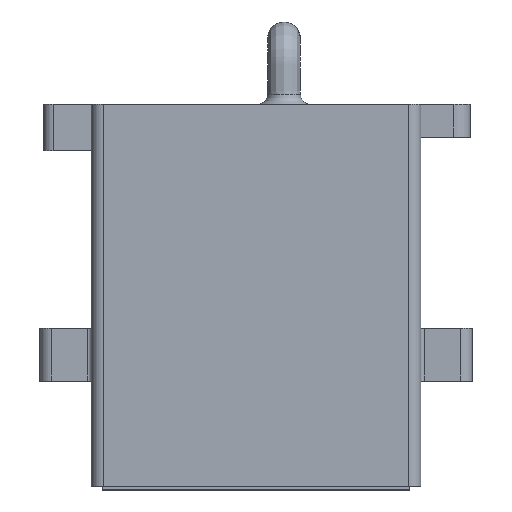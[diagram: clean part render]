
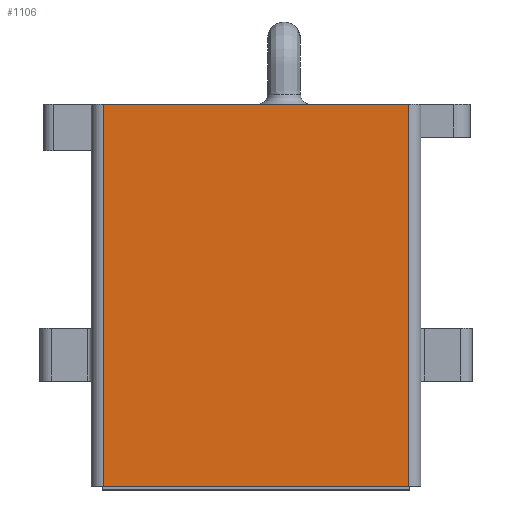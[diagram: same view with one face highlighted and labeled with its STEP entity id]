
A CAD part, top view. The second image highlights one B-rep face of the part: STEP entity #1106.
In plain terms, the highlighted planar face has unit normal (0, 0, 1).
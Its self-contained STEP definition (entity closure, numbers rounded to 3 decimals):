
#1106 = ADVANCED_FACE( '', ( #2473 ), #2474, .F. );
#2473 = FACE_OUTER_BOUND( '', #4626, .T. );
#2474 = PLANE( '', #4627 );
#4626 = EDGE_LOOP( '', ( #8115, #8116, #8117, #8118 ) );
#4627 = AXIS2_PLACEMENT_3D( '', #8119, #8120, #8121 );
#8115 = ORIENTED_EDGE( '', *, *, #12515, .T. );
#8116 = ORIENTED_EDGE( '', *, *, #12516, .F. );
#8117 = ORIENTED_EDGE( '', *, *, #12517, .F. );
#8118 = ORIENTED_EDGE( '', *, *, #11787, .T. );
#8119 = CARTESIAN_POINT( '', ( -4.64, 5.8, 4.55 ) );
#8120 = DIRECTION( '', ( 0., 0., -1. ) );
#8121 = DIRECTION( '', ( -1., 0., 0. ) );
#11787 = EDGE_CURVE( '', #14080, #14078, #14081, .T. );
#12515 = EDGE_CURVE( '', #14078, #15244, #15245, .T. );
#12516 = EDGE_CURVE( '', #15246, #15244, #15247, .T. );
#12517 = EDGE_CURVE( '', #14080, #15246, #15248, .T. );
#14078 = VERTEX_POINT( '', #17302 );
#14080 = VERTEX_POINT( '', #17304 );
#14081 = LINE( '', #17305, #17306 );
#15244 = VERTEX_POINT( '', #19119 );
#15245 = LINE( '', #19120, #19121 );
#15246 = VERTEX_POINT( '', #19122 );
#15247 = LINE( '', #19123, #19124 );
#15248 = LINE( '', #19125, #19126 );
#17302 = CARTESIAN_POINT( '', ( -4.64, -5.8, 4.55 ) );
#17304 = CARTESIAN_POINT( '', ( -4.64, 5.8, 4.55 ) );
#17305 = CARTESIAN_POINT( '', ( -4.64, 5.8, 4.55 ) );
#17306 = VECTOR( '', #21418, 1000. );
#19119 = CARTESIAN_POINT( '', ( 4.64, -5.8, 4.55 ) );
#19120 = CARTESIAN_POINT( '', ( -4.64, -5.8, 4.55 ) );
#19121 = VECTOR( '', #22335, 1000. );
#19122 = CARTESIAN_POINT( '', ( 4.64, 5.8, 4.55 ) );
#19123 = CARTESIAN_POINT( '', ( 4.64, 5.8, 4.55 ) );
#19124 = VECTOR( '', #22336, 1000. );
#19125 = CARTESIAN_POINT( '', ( -4.64, 5.8, 4.55 ) );
#19126 = VECTOR( '', #22337, 1000. );
#21418 = DIRECTION( '', ( 0., -1., 0. ) );
#22335 = DIRECTION( '', ( 1., 0., 0. ) );
#22336 = DIRECTION( '', ( 0., -1., 0. ) );
#22337 = DIRECTION( '', ( 1., 0., 0. ) );
